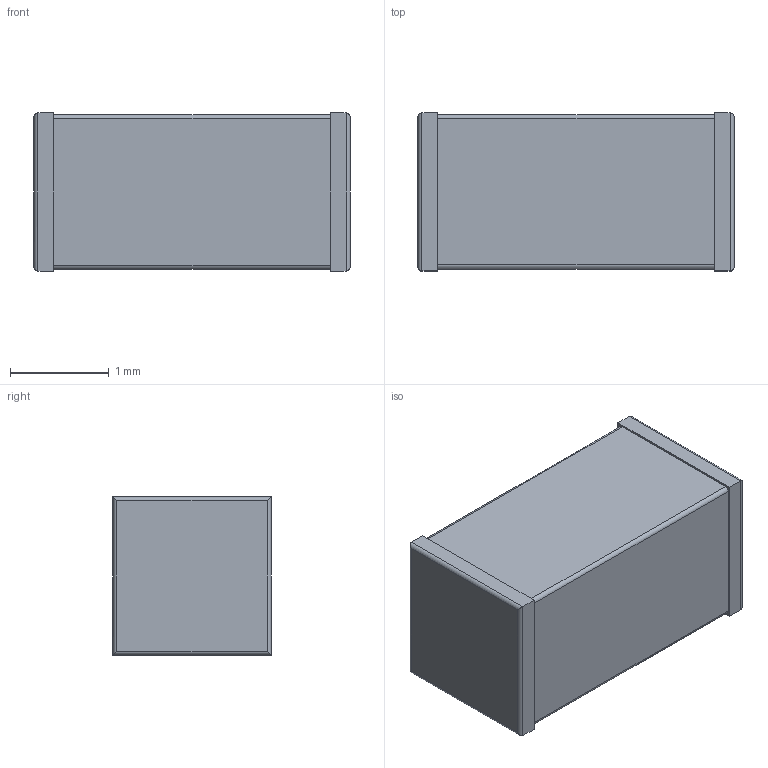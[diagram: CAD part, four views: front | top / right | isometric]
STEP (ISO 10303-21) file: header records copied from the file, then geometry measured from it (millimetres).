
FILE_DESCRIPTION (( 'STEP AP214' ), '1' );
FILE_NAME ('C3216X5R1E476M160AC.STEP', '2021-07-19T12:37:51', ( '' ), ( '' ), 'SwSTEP 2.0', 'SolidWorks 2018', '' );
FILE_SCHEMA (( 'AUTOMOTIVE_DESIGN' ));
Length unit declared in the file: millimetre
Products named in the file (1): C3216X5R1E476M160AC
Bounding box: 3.2 x 1.6 x 1.6 mm (x, y, z)
Volume: 7.8 mm3; surface area: 25 mm2
Topology: 1 solids, 1 shells, 28 faces, 64 edges, 40 vertices
Faces by surface type: plane 16, cylinder 12
Entity records: 1114 total; most frequent: CARTESIAN_POINT 157, ORIENTED_EDGE 128, DIRECTION 122, EDGE_CURVE 64, VECTOR 48, LINE 48, VERTEX_POINT 40, AXIS2_PLACEMENT_3D 37
